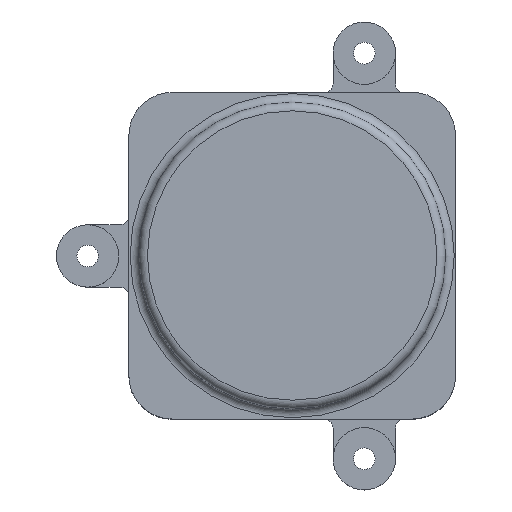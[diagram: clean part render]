
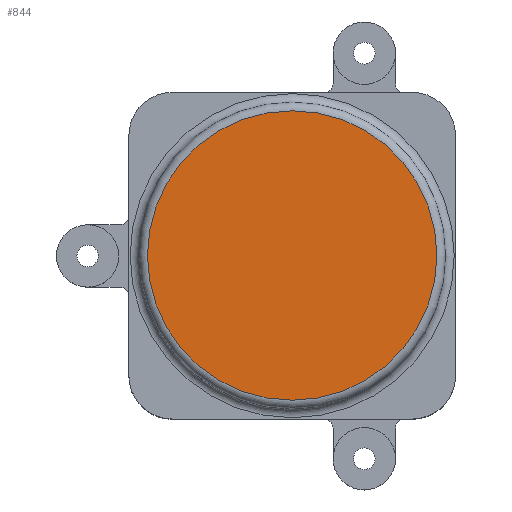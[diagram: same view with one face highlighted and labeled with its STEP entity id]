
A CAD part, top view. The second image highlights one B-rep face of the part: STEP entity #844.
In plain terms, the highlighted planar face has unit normal (0, 0, 1).
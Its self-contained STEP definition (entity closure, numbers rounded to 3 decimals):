
#54=CIRCLE('',#916,16.7);
#110=FACE_OUTER_BOUND('',#160,.T.);
#160=EDGE_LOOP('',(#605));
#378=VERTEX_POINT('',#1324);
#465=EDGE_CURVE('',#378,#378,#54,.T.);
#605=ORIENTED_EDGE('',*,*,#465,.F.);
#814=PLANE('',#918);
#844=ADVANCED_FACE('',(#110),#814,.T.);
#916=AXIS2_PLACEMENT_3D('',#1325,#1051,#1052);
#918=AXIS2_PLACEMENT_3D('',#1327,#1055,#1056);
#1051=DIRECTION('center_axis',(0.,0.,-1.));
#1052=DIRECTION('ref_axis',(-1.,0.,0.));
#1055=DIRECTION('center_axis',(0.,0.,1.));
#1056=DIRECTION('ref_axis',(-1.,0.,0.));
#1324=CARTESIAN_POINT('',(-16.7,0.,34.8));
#1325=CARTESIAN_POINT('Origin',(0.,0.,34.8));
#1327=CARTESIAN_POINT('Origin',(0.,0.,34.8));
